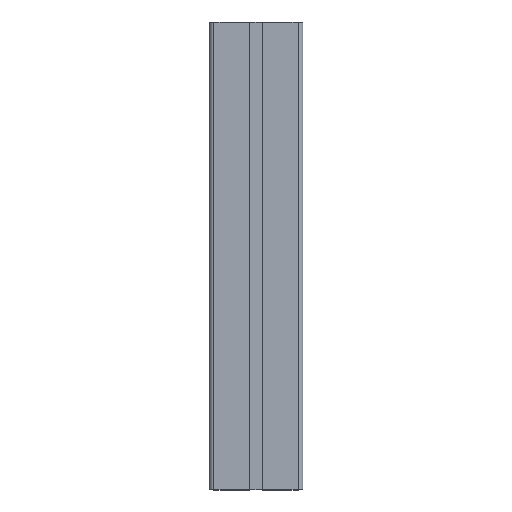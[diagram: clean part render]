
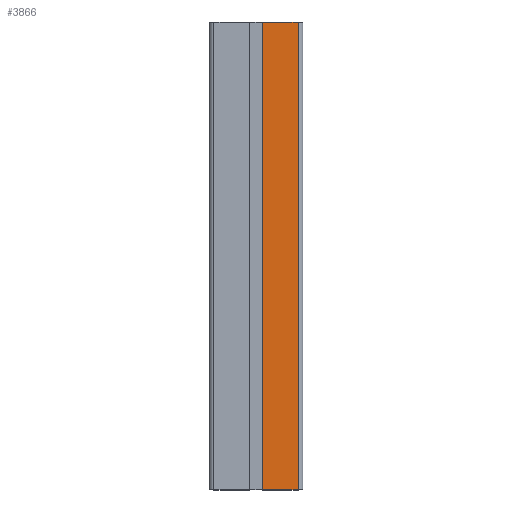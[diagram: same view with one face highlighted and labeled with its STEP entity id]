
A CAD part, top view. The second image highlights one B-rep face of the part: STEP entity #3866.
In plain terms, the highlighted face is planar.
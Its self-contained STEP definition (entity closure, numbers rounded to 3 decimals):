
#599 = VECTOR ( 'NONE', #1385, 1000. ) ;
#620 = VECTOR ( 'NONE', #1381, 1000. ) ;
#646 = VECTOR ( 'NONE', #1558, 1000. ) ;
#701 = VECTOR ( 'NONE', #1266, 1000. ) ;
#910 = AXIS2_PLACEMENT_3D ( 'NONE', #5381, #5403, #5390 ) ;
#1264 = LINE ( 'NONE', #1269, #701 ) ;
#1266 = DIRECTION ( 'NONE',  ( -1., 0., 0. ) ) ;
#1269 = CARTESIAN_POINT ( 'NONE',  ( -4.1, 30., -300. ) ) ;
#1381 = DIRECTION ( 'NONE',  ( -1., 0., 0. ) ) ;
#1383 = LINE ( 'NONE', #1389, #599 ) ;
#1385 = DIRECTION ( 'NONE',  ( 0., 0., 1. ) ) ;
#1389 = CARTESIAN_POINT ( 'NONE',  ( -27., 30., -300. ) ) ;
#1396 = LINE ( 'NONE', #1397, #620 ) ;
#1397 = CARTESIAN_POINT ( 'NONE',  ( -4.1, 30., 0. ) ) ;
#1557 = LINE ( 'NONE', #1573, #646 ) ;
#1558 = DIRECTION ( 'NONE',  ( 0., 0., 1. ) ) ;
#1573 = CARTESIAN_POINT ( 'NONE',  ( -4.1, 30., -300. ) ) ;
#3735 = EDGE_LOOP ( 'NONE', ( #6302, #6317, #6353, #6320 ) ) ;
#3866 = ADVANCED_FACE ( 'PLANAR_0', ( #5377 ), #5380, .T. ) ;
#4498 = EDGE_CURVE ( 'NONE', #6607, #6571, #1396, .T. ) ;
#4499 = EDGE_CURVE ( 'NONE', #6546, #6571, #1383, .T. ) ;
#4558 = EDGE_CURVE ( 'NONE', #6558, #6607, #1557, .T. ) ;
#4586 = EDGE_CURVE ( 'NONE', #6558, #6546, #1264, .T. ) ;
#5377 = FACE_OUTER_BOUND ( 'NONE', #3735, .T. ) ;
#5380 = PLANE ( 'NONE',  #910 ) ;
#5381 = CARTESIAN_POINT ( 'NONE',  ( -4.1, 30., -300. ) ) ;
#5390 = DIRECTION ( 'NONE',  ( 0., 0., 1. ) ) ;
#5403 = DIRECTION ( 'NONE',  ( 0., 1., 0. ) ) ;
#6302 = ORIENTED_EDGE ( 'NONE', *, *, #4498, .F. ) ;
#6317 = ORIENTED_EDGE ( 'NONE', *, *, #4558, .F. ) ;
#6320 = ORIENTED_EDGE ( 'NONE', *, *, #4499, .T. ) ;
#6353 = ORIENTED_EDGE ( 'NONE', *, *, #4586, .T. ) ;
#6546 = VERTEX_POINT ( 'NONE', #7231 ) ;
#6558 = VERTEX_POINT ( 'NONE', #7213 ) ;
#6571 = VERTEX_POINT ( 'NONE', #7210 ) ;
#6607 = VERTEX_POINT ( 'NONE', #7269 ) ;
#7210 = CARTESIAN_POINT ( 'NONE',  ( -27., 30., 0. ) ) ;
#7213 = CARTESIAN_POINT ( 'NONE',  ( -4.1, 30., -300. ) ) ;
#7231 = CARTESIAN_POINT ( 'NONE',  ( -27., 30., -300. ) ) ;
#7269 = CARTESIAN_POINT ( 'NONE',  ( -4.1, 30., 0. ) ) ;
